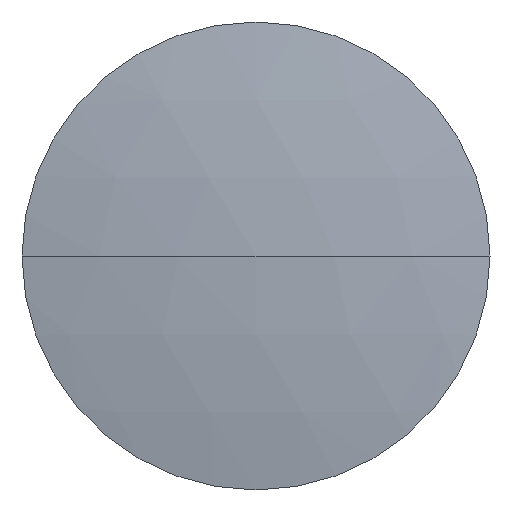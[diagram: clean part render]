
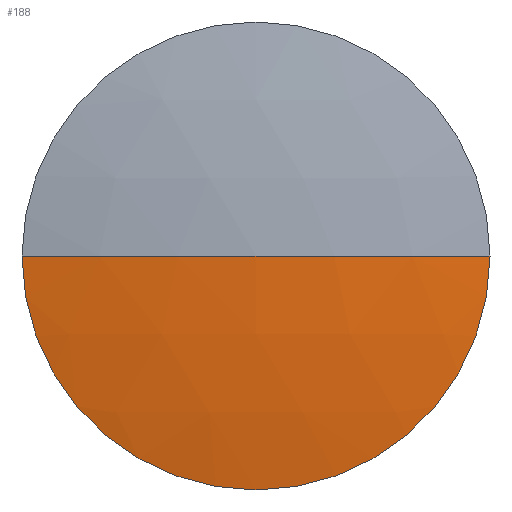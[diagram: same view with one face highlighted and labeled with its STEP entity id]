
A CAD part, left-side view. The second image highlights one B-rep face of the part: STEP entity #188.
In plain terms, the highlighted spherical face has radius 70.683 mm.
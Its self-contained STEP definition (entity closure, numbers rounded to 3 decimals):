
#3 = DIRECTION ( 'NONE',  ( -1., 0., 0. ) ) ;
#4 = DIRECTION ( 'NONE',  ( 0., 0., 1. ) ) ;
#14 = EDGE_CURVE ( 'NONE', #345, #81, #277, .T. ) ;
#22 = DIRECTION ( 'NONE',  ( 0., 0., -1. ) ) ;
#29 = CARTESIAN_POINT ( 'NONE',  ( 85.459, 48.616, 0. ) ) ;
#30 = CIRCLE ( 'NONE', #229, 70.683 ) ;
#39 = CARTESIAN_POINT ( 'NONE',  ( 85.459, 48.616, 0. ) ) ;
#41 = DIRECTION ( 'NONE',  ( 0., 1., 0. ) ) ;
#42 = VERTEX_POINT ( 'NONE', #135 ) ;
#51 = ORIENTED_EDGE ( 'NONE', *, *, #259, .F. ) ;
#53 = CARTESIAN_POINT ( 'NONE',  ( 154.992, 48.616, 0. ) ) ;
#59 = DIRECTION ( 'NONE',  ( 1., 0., 0. ) ) ;
#63 = ORIENTED_EDGE ( 'NONE', *, *, #14, .T. ) ;
#81 = VERTEX_POINT ( 'NONE', #164 ) ;
#86 = FACE_OUTER_BOUND ( 'NONE', #180, .T. ) ;
#91 = AXIS2_PLACEMENT_3D ( 'NONE', #29, #3, #189 ) ;
#128 = DIRECTION ( 'NONE',  ( 0., 1., 0. ) ) ;
#134 = ORIENTED_EDGE ( 'NONE', *, *, #317, .T. ) ;
#135 = CARTESIAN_POINT ( 'NONE',  ( 84.308, 48.616, 0. ) ) ;
#144 = CIRCLE ( 'NONE', #187, 70.683 ) ;
#145 = CARTESIAN_POINT ( 'NONE',  ( 154.992, 48.616, 0. ) ) ;
#146 = VERTEX_POINT ( 'NONE', #231 ) ;
#149 = DIRECTION ( 'NONE',  ( 0., 0., -1. ) ) ;
#163 = CARTESIAN_POINT ( 'NONE',  ( 154.992, 48.616, 0. ) ) ;
#164 = CARTESIAN_POINT ( 'NONE',  ( 85.459, 35.916, 0. ) ) ;
#175 = CARTESIAN_POINT ( 'NONE',  ( 85.459, 48.616, -12.7 ) ) ;
#180 = EDGE_LOOP ( 'NONE', ( #134, #63, #222, #51 ) ) ;
#187 = AXIS2_PLACEMENT_3D ( 'NONE', #145, #149, #41 ) ;
#188 = ADVANCED_FACE ( 'NONE', ( #86 ), #321, .T. ) ;
#189 = DIRECTION ( 'NONE',  ( 0., 0., 1. ) ) ;
#204 = CIRCLE ( 'NONE', #240, 12.7 ) ;
#215 = AXIS2_PLACEMENT_3D ( 'NONE', #53, #22, #128 ) ;
#222 = ORIENTED_EDGE ( 'NONE', *, *, #316, .T. ) ;
#229 = AXIS2_PLACEMENT_3D ( 'NONE', #163, #4, #59 ) ;
#231 = CARTESIAN_POINT ( 'NONE',  ( 85.459, 61.316, 0. ) ) ;
#240 = AXIS2_PLACEMENT_3D ( 'NONE', #39, #311, #340 ) ;
#259 = EDGE_CURVE ( 'NONE', #146, #42, #30, .T. ) ;
#277 = CIRCLE ( 'NONE', #91, 12.7 ) ;
#311 = DIRECTION ( 'NONE',  ( -1., 0., 0. ) ) ;
#316 = EDGE_CURVE ( 'NONE', #81, #42, #144, .T. ) ;
#317 = EDGE_CURVE ( 'NONE', #146, #345, #204, .T. ) ;
#321 = SPHERICAL_SURFACE ( 'NONE', #215, 70.683 ) ;
#340 = DIRECTION ( 'NONE',  ( 0., 0., 1. ) ) ;
#345 = VERTEX_POINT ( 'NONE', #175 ) ;
